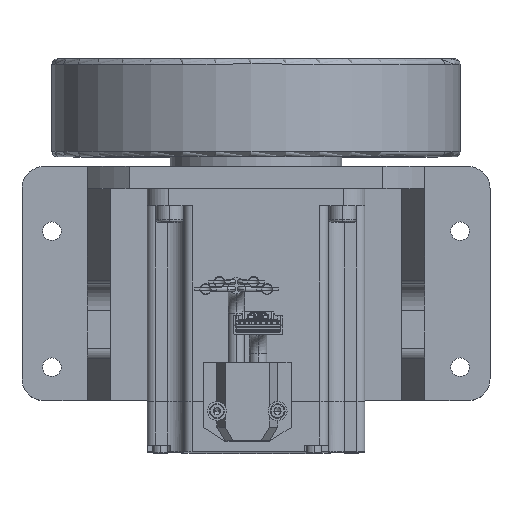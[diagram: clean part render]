
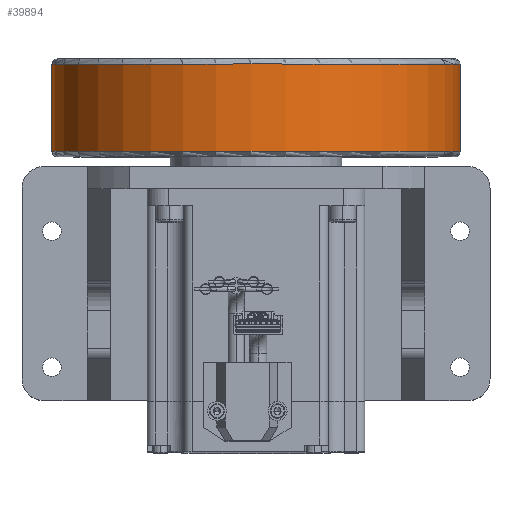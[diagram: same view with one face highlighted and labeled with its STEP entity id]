
A CAD part, top view. The second image highlights one B-rep face of the part: STEP entity #39894.
In plain terms, the highlighted cylindrical face has radius 75 mm (diameter 150 mm), a partial arc.
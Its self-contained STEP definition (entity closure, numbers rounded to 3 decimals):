
#39705=CARTESIAN_POINT('',(-170.998,-9.877,
85.556));
#39706=DIRECTION('',(0.,-1.,0.));
#39707=DIRECTION('',(0.924,0.,0.383));
#39708=AXIS2_PLACEMENT_3D('',#39705,#39706,#39707);
#39710=CARTESIAN_POINT('',(-170.998,-9.877,
85.556));
#39711=DIRECTION('',(0.,-1.,0.));
#39712=DIRECTION('',(1.,0.,0.));
#39713=AXIS2_PLACEMENT_3D('',#39710,#39711,#39712);
#39725=DIRECTION('',(0.,-1.,0.));
#39726=VECTOR('',#39725,32.);
#39727=CARTESIAN_POINT('',(-245.998,22.123,
85.556));
#39728=LINE('',#39727,#39726);
#39729=DIRECTION('',(0.,-1.,0.));
#39730=VECTOR('',#39729,32.);
#39731=CARTESIAN_POINT('',(-95.998,22.123,
85.556));
#39732=LINE('',#39731,#39730);
#39743=CARTESIAN_POINT('',(-170.998,22.123,
85.556));
#39744=DIRECTION('',(0.,1.,0.));
#39745=DIRECTION('',(0.924,0.,0.383));
#39746=AXIS2_PLACEMENT_3D('',#39743,#39744,#39745);
#39773=CARTESIAN_POINT('',(-170.998,22.123,
85.556));
#39774=DIRECTION('',(0.,1.,0.));
#39775=DIRECTION('',(-1.,0.,0.));
#39776=AXIS2_PLACEMENT_3D('',#39773,#39774,#39775);
#39811=CARTESIAN_POINT('',(-101.707,-9.877,
114.258));
#39812=CARTESIAN_POINT('',(-245.998,-9.877,
85.556));
#39813=VERTEX_POINT('',#39811);
#39814=VERTEX_POINT('',#39812);
#39815=CARTESIAN_POINT('',(-245.998,22.123,
85.556));
#39816=VERTEX_POINT('',#39815);
#39817=CARTESIAN_POINT('',(-101.707,22.123,
114.258));
#39818=CARTESIAN_POINT('',(-95.998,22.123,
85.556));
#39819=VERTEX_POINT('',#39817);
#39820=VERTEX_POINT('',#39818);
#39831=CARTESIAN_POINT('',(-95.998,-9.877,
85.556));
#39832=VERTEX_POINT('',#39831);
#39877=CARTESIAN_POINT('',(-170.998,-224.009,
85.556));
#39878=DIRECTION('',(0.,1.,0.));
#39879=DIRECTION('',(1.,0.,0.));
#39880=AXIS2_PLACEMENT_3D('',#39877,#39878,#39879);
#39881=CYLINDRICAL_SURFACE('',#39880,75.);
#39883=ORIENTED_EDGE('',*,*,#39882,.F.);
#39885=ORIENTED_EDGE('',*,*,#39884,.T.);
#39887=ORIENTED_EDGE('',*,*,#39886,.T.);
#39889=ORIENTED_EDGE('',*,*,#39888,.T.);
#39890=ORIENTED_EDGE('',*,*,#39866,.T.);
#39891=ORIENTED_EDGE('',*,*,#39856,.T.);
#39892=EDGE_LOOP('',(#39883,#39885,#39887,#39889,#39890,#39891));
#39893=FACE_OUTER_BOUND('',#39892,.F.);
#39894=ADVANCED_FACE('',(#39893),#39881,.T.);
#39709=CIRCLE('',#39708,75.);
#39714=CIRCLE('',#39713,75.);
#39747=CIRCLE('',#39746,75.);
#39777=CIRCLE('',#39776,75.);
#39856=EDGE_CURVE('',#39813,#39814,#39709,.T.);
#39866=EDGE_CURVE('',#39832,#39813,#39714,.T.);
#39882=EDGE_CURVE('',#39816,#39814,#39728,.T.);
#39884=EDGE_CURVE('',#39816,#39819,#39777,.T.);
#39886=EDGE_CURVE('',#39819,#39820,#39747,.T.);
#39888=EDGE_CURVE('',#39820,#39832,#39732,.T.);
